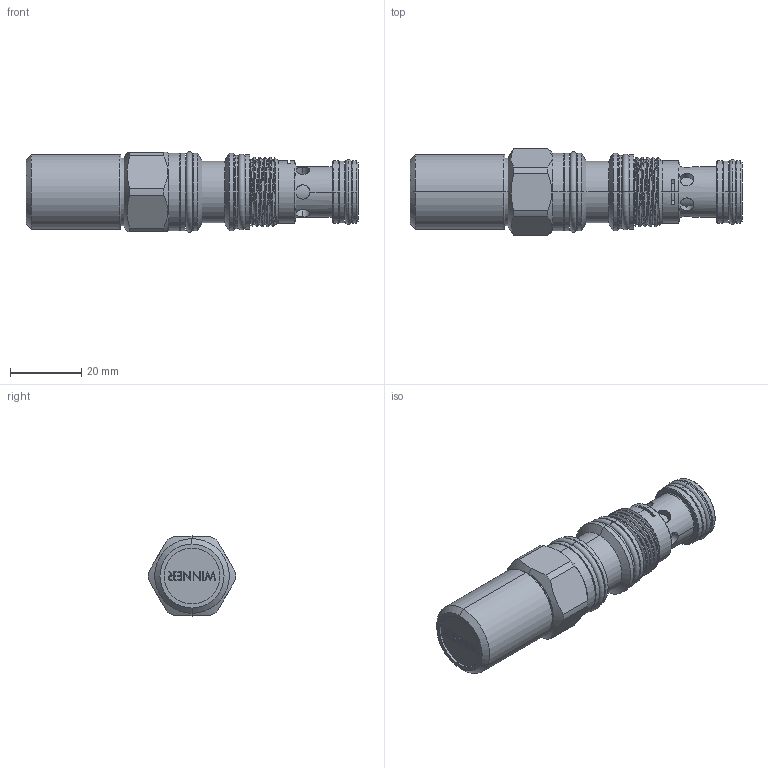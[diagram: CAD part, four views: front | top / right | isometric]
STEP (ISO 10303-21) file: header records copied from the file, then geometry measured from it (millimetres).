
FILE_DESCRIPTION (( 'STEP AP203' ), '1' );
FILE_NAME ('CB11A3C(3Q)-C1-20.STEP', '2020-03-18T00:30:50', ( '' ), ( '' ), 'SwSTEP 2.0', 'SolidWorks 2018', '' );
FILE_SCHEMA (( 'CONFIG_CONTROL_DESIGN' ));
Length unit declared in the file: millimetre
Products named in the file (1): CB11A3C(3Q)-C1-20
Bounding box: 93.35 x 24.59 x 22.55 mm (x, y, z)
Volume: 28206.1 mm3; surface area: 9182.6 mm2
Topology: 2 solids, 2 shells, 278 faces, 667 edges, 425 vertices
Faces by surface type: cylinder 101, plane 99, cone 38, torus 32, bspline 8
Entity records: 10459 total; most frequent: CARTESIAN_POINT 3939, DIRECTION 1351, ORIENTED_EDGE 1334, EDGE_CURVE 667, AXIS2_PLACEMENT_3D 516, VERTEX_POINT 425, VECTOR 319, LINE 319
